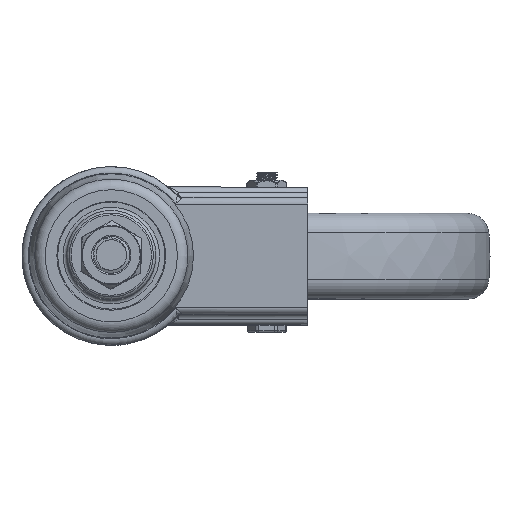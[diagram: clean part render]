
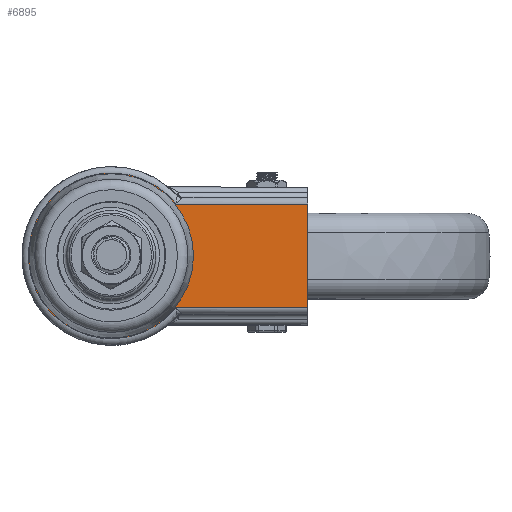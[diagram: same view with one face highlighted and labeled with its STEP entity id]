
A CAD part, top view. The second image highlights one B-rep face of the part: STEP entity #6895.
In plain terms, the highlighted planar face has unit normal (0, 0, 1).
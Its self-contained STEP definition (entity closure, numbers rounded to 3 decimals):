
#282=FACE_BOUND('',#1111,.T.);
#349=PLANE('',#7615);
#648=FACE_OUTER_BOUND('',#1110,.T.);
#1110=EDGE_LOOP('',(#4904,#4905,#4906,#4907));
#1111=EDGE_LOOP('',(#4908));
#1807=LINE('',#10581,#2101);
#1810=LINE('',#10646,#2104);
#1864=LINE('',#11899,#2158);
#2101=VECTOR('',#8400,1000.);
#2104=VECTOR('',#8411,1000.);
#2158=VECTOR('',#8665,1000.);
#2396=CIRCLE('',#7479,23.2);
#2420=CIRCLE('',#7520,21.);
#2826=VERTEX_POINT('',#10527);
#2830=VERTEX_POINT('',#10552);
#2837=VERTEX_POINT('',#10643);
#2838=VERTEX_POINT('',#10645);
#2887=VERTEX_POINT('',#11153);
#3489=EDGE_CURVE('',#2830,#2826,#1807,.T.);
#3496=EDGE_CURVE('',#2837,#2838,#1810,.T.);
#3500=EDGE_CURVE('',#2838,#2830,#2396,.T.);
#3560=EDGE_CURVE('',#2887,#2887,#2420,.T.);
#3645=EDGE_CURVE('',#2837,#2826,#1864,.T.);
#4904=ORIENTED_EDGE('',*,*,#3496,.F.);
#4905=ORIENTED_EDGE('',*,*,#3645,.T.);
#4906=ORIENTED_EDGE('',*,*,#3489,.F.);
#4907=ORIENTED_EDGE('',*,*,#3500,.F.);
#4908=ORIENTED_EDGE('',*,*,#3560,.T.);
#6895=ADVANCED_FACE('',(#648,#282),#349,.F.);
#7479=AXIS2_PLACEMENT_3D('',#10698,#8415,#8416);
#7520=AXIS2_PLACEMENT_3D('',#11154,#8520,#8521);
#7615=AXIS2_PLACEMENT_3D('',#16072,#8749,#8750);
#8400=DIRECTION('',(1.,0.,0.));
#8411=DIRECTION('',(-1.,0.,0.));
#8415=DIRECTION('center_axis',(0.,0.,-1.));
#8416=DIRECTION('ref_axis',(-1.,0.,0.));
#8520=DIRECTION('center_axis',(0.,0.,-1.));
#8521=DIRECTION('ref_axis',(-1.,0.,0.));
#8665=DIRECTION('',(0.,1.,0.));
#8749=DIRECTION('center_axis',(0.,0.,-1.));
#8750=DIRECTION('ref_axis',(-1.,0.,0.));
#10527=CARTESIAN_POINT('',(55.,14.5,-12.751));
#10552=CARTESIAN_POINT('',(18.11,14.5,-12.751));
#10581=CARTESIAN_POINT('',(18.489,14.5,-12.751));
#10643=CARTESIAN_POINT('',(55.,-14.5,-12.751));
#10645=CARTESIAN_POINT('',(18.11,-14.5,-12.751));
#10646=CARTESIAN_POINT('',(18.489,-14.5,-12.751));
#10698=CARTESIAN_POINT('Origin',(0.,0.,-12.751));
#11153=CARTESIAN_POINT('',(21.,0.,-12.751));
#11154=CARTESIAN_POINT('Origin',(0.,0.,-12.751));
#11899=CARTESIAN_POINT('',(55.,-16.3,-12.751));
#16072=CARTESIAN_POINT('Origin',(0.,0.,-12.751));
